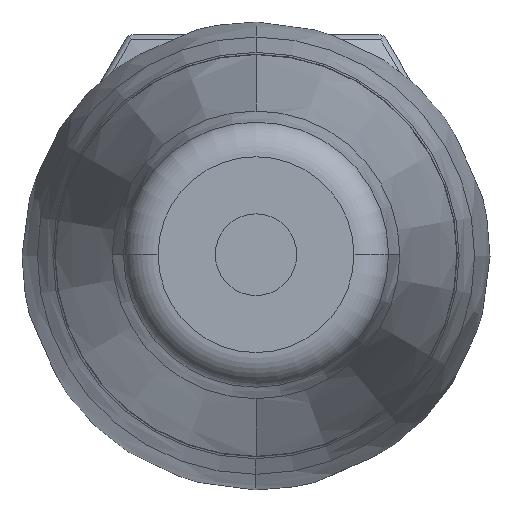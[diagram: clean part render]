
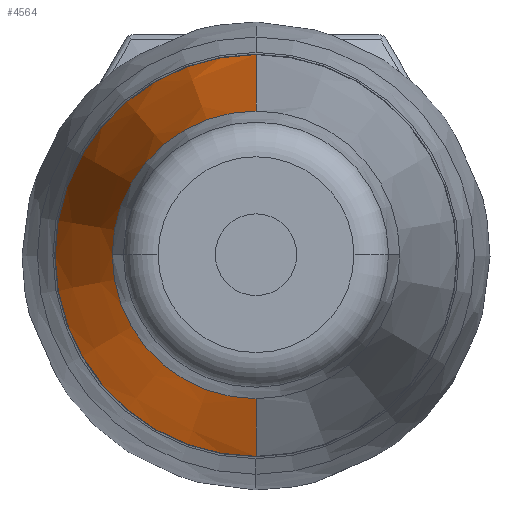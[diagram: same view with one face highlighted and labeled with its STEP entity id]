
A CAD part, top view. The second image highlights one B-rep face of the part: STEP entity #4564.
In plain terms, the highlighted conical face has half-angle 8.985 degrees and reference radius 7.39 mm.
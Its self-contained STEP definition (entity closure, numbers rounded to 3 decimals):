
#918=CARTESIAN_POINT('',(0.,0.,33.248));
#919=DIRECTION('',(0.,0.,1.));
#920=DIRECTION('',(-1.,0.,0.));
#921=AXIS2_PLACEMENT_3D('',#918,#919,#920);
#923=CARTESIAN_POINT('',(0.,0.,33.248));
#924=DIRECTION('',(0.,0.,1.));
#925=DIRECTION('',(-1.,-0.005,0.));
#926=AXIS2_PLACEMENT_3D('',#923,#924,#925);
#953=DIRECTION('',(0.,-0.156,-0.988));
#954=VECTOR('',#953,15.668);
#955=CARTESIAN_POINT('',(0.,-6.166,48.724));
#956=LINE('',#955,#954);
#957=CARTESIAN_POINT('',(0.,0.,33.248));
#958=DIRECTION('',(0.,0.,1.));
#959=DIRECTION('',(0.,1.,0.));
#960=AXIS2_PLACEMENT_3D('',#957,#958,#959);
#992=DIRECTION('',(0.,0.156,-0.988));
#993=VECTOR('',#992,15.668);
#994=CARTESIAN_POINT('',(0.,6.166,48.724));
#995=LINE('',#994,#993);
#996=CARTESIAN_POINT('',(0.,0.,48.724));
#997=DIRECTION('',(0.,0.,-1.));
#998=DIRECTION('',(0.,-1.,0.));
#999=AXIS2_PLACEMENT_3D('',#996,#997,#998);
#1010=CARTESIAN_POINT('',(0.,0.,48.724));
#1011=DIRECTION('',(0.,0.,-1.));
#1012=DIRECTION('',(-1.,0.,0.));
#1013=AXIS2_PLACEMENT_3D('',#1010,#1011,#1012);
#2907=CARTESIAN_POINT('',(-8.613,0.,
33.248));
#2908=CARTESIAN_POINT('',(-8.613,-0.046,
33.248));
#2909=VERTEX_POINT('',#2907);
#2910=VERTEX_POINT('',#2908);
#2911=CARTESIAN_POINT('',(0.,-8.613,33.248));
#2912=VERTEX_POINT('',#2911);
#2913=CARTESIAN_POINT('',(0.,8.613,33.248));
#2914=VERTEX_POINT('',#2913);
#2915=CARTESIAN_POINT('',(0.,6.166,48.724));
#2916=VERTEX_POINT('',#2915);
#2917=CARTESIAN_POINT('',(-6.166,0.,
48.724));
#2918=VERTEX_POINT('',#2917);
#2919=CARTESIAN_POINT('',(0.,-6.166,48.724));
#2920=VERTEX_POINT('',#2919);
#4545=CARTESIAN_POINT('',(0.,0.,40.986));
#4546=DIRECTION('',(0.,0.,-1.));
#4547=DIRECTION('',(0.,-1.,0.));
#4548=AXIS2_PLACEMENT_3D('',#4545,#4546,#4547);
#4549=CONICAL_SURFACE('',#4548,7.39,8.985);
#4550=ORIENTED_EDGE('',*,*,#4528,.F.);
#4551=ORIENTED_EDGE('',*,*,#4526,.F.);
#4553=ORIENTED_EDGE('',*,*,#4552,.F.);
#4555=ORIENTED_EDGE('',*,*,#4554,.F.);
#4557=ORIENTED_EDGE('',*,*,#4556,.F.);
#4559=ORIENTED_EDGE('',*,*,#4558,.F.);
#4561=ORIENTED_EDGE('',*,*,#4560,.T.);
#4562=EDGE_LOOP('',(#4550,#4551,#4553,#4555,#4557,#4559,#4561));
#4563=FACE_OUTER_BOUND('',#4562,.F.);
#922=CIRCLE('',#921,8.613);
#927=CIRCLE('',#926,8.613);
#961=CIRCLE('',#960,8.613);
#1000=CIRCLE('',#999,6.166);
#1014=CIRCLE('',#1013,6.166);
#4526=EDGE_CURVE('',#2909,#2910,#922,.T.);
#4528=EDGE_CURVE('',#2910,#2912,#927,.T.);
#4552=EDGE_CURVE('',#2914,#2909,#961,.T.);
#4554=EDGE_CURVE('',#2916,#2914,#995,.T.);
#4556=EDGE_CURVE('',#2918,#2916,#1014,.T.);
#4558=EDGE_CURVE('',#2920,#2918,#1000,.T.);
#4560=EDGE_CURVE('',#2920,#2912,#956,.T.);
#4564=ADVANCED_FACE('',(#4563),#4549,.T.);
